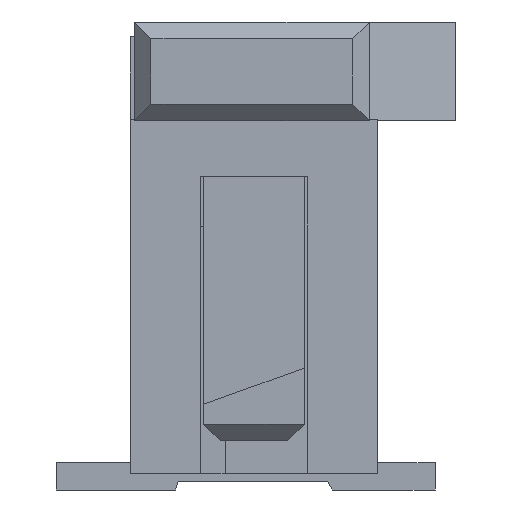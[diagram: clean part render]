
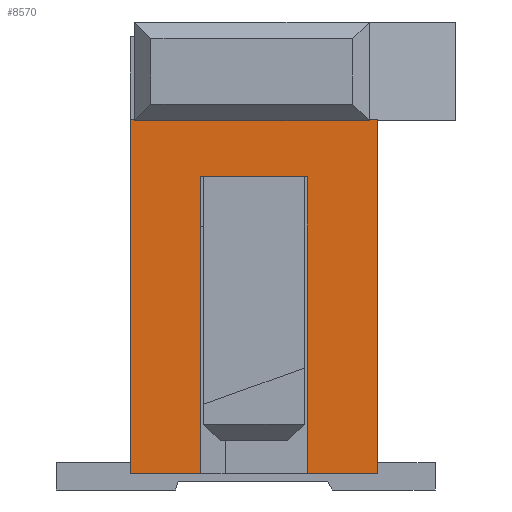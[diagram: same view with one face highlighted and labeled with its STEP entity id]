
A CAD part, left-side view. The second image highlights one B-rep face of the part: STEP entity #8570.
In plain terms, the highlighted planar face has unit normal (-1, 0, 0).
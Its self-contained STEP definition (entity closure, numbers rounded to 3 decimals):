
#146=DIRECTION('',(0.,1.,0.));
#147=VECTOR('',#146,0.1);
#148=CARTESIAN_POINT('',(-9.8,-1.5,0.));
#149=LINE('',#148,#147);
#218=DIRECTION('',(0.,1.,0.));
#219=VECTOR('',#218,0.05);
#220=CARTESIAN_POINT('',(-9.8,1.45,0.));
#221=LINE('',#220,#219);
#1074=DIRECTION('',(0.,0.,1.));
#1075=VECTOR('',#1074,4.3);
#1076=CARTESIAN_POINT('',(-9.8,-1.5,-4.3));
#1077=LINE('',#1076,#1075);
#1656=DIRECTION('',(0.,1.,0.));
#1657=VECTOR('',#1656,0.85);
#1658=CARTESIAN_POINT('',(-9.8,0.65,-4.3));
#1659=LINE('',#1658,#1657);
#1680=DIRECTION('',(0.,1.,0.));
#1681=VECTOR('',#1680,0.85);
#1682=CARTESIAN_POINT('',(-9.8,-1.5,-4.3));
#1683=LINE('',#1682,#1681);
#2056=DIRECTION('',(0.,-1.,0.));
#2057=VECTOR('',#2056,2.85);
#2058=CARTESIAN_POINT('',(-9.8,1.45,-0.02));
#2059=LINE('',#2058,#2057);
#2060=DIRECTION('',(0.,0.,1.));
#2061=VECTOR('',#2060,0.02);
#2062=CARTESIAN_POINT('',(-9.8,-1.4,-0.02));
#2063=LINE('',#2062,#2061);
#2064=DIRECTION('',(0.,0.,1.));
#2065=VECTOR('',#2064,3.6);
#2066=CARTESIAN_POINT('',(-9.8,-0.65,-4.3));
#2067=LINE('',#2066,#2065);
#2068=DIRECTION('',(0.,1.,0.));
#2069=VECTOR('',#2068,1.3);
#2070=CARTESIAN_POINT('',(-9.8,-0.65,-0.7));
#2071=LINE('',#2070,#2069);
#2072=DIRECTION('',(0.,0.,1.));
#2073=VECTOR('',#2072,3.6);
#2074=CARTESIAN_POINT('',(-9.8,0.65,-4.3));
#2075=LINE('',#2074,#2073);
#2076=DIRECTION('',(0.,0.,1.));
#2077=VECTOR('',#2076,4.3);
#2078=CARTESIAN_POINT('',(-9.8,1.5,-4.3));
#2079=LINE('',#2078,#2077);
#2080=DIRECTION('',(0.,0.,1.));
#2081=VECTOR('',#2080,0.02);
#2082=CARTESIAN_POINT('',(-9.8,1.45,-0.02));
#2083=LINE('',#2082,#2081);
#4894=CARTESIAN_POINT('',(-9.8,1.5,-4.3));
#4895=CARTESIAN_POINT('',(-9.8,1.5,0.));
#4896=VERTEX_POINT('',#4894);
#4897=VERTEX_POINT('',#4895);
#4898=CARTESIAN_POINT('',(-9.8,-1.5,-4.3));
#4899=CARTESIAN_POINT('',(-9.8,-1.5,0.));
#4900=VERTEX_POINT('',#4898);
#4901=VERTEX_POINT('',#4899);
#4959=CARTESIAN_POINT('',(-9.8,0.65,-4.3));
#4961=VERTEX_POINT('',#4959);
#4966=CARTESIAN_POINT('',(-9.8,-0.65,-4.3));
#4967=VERTEX_POINT('',#4966);
#4978=CARTESIAN_POINT('',(-9.8,0.65,-0.7));
#4979=VERTEX_POINT('',#4978);
#4980=CARTESIAN_POINT('',(-9.8,-0.65,-0.7));
#4981=VERTEX_POINT('',#4980);
#5106=CARTESIAN_POINT('',(-9.8,1.45,-0.02));
#5107=CARTESIAN_POINT('',(-9.8,-1.4,-0.02));
#5108=VERTEX_POINT('',#5106);
#5109=VERTEX_POINT('',#5107);
#5110=CARTESIAN_POINT('',(-9.8,-1.4,0.));
#5111=VERTEX_POINT('',#5110);
#5112=CARTESIAN_POINT('',(-9.8,1.45,0.));
#5113=VERTEX_POINT('',#5112);
#8547=CARTESIAN_POINT('',(-9.8,1.5,0.));
#8548=DIRECTION('',(-1.,0.,0.));
#8549=DIRECTION('',(0.,-1.,0.));
#8550=AXIS2_PLACEMENT_3D('',#8547,#8548,#8549);
#8551=PLANE('',#8550);
#8552=ORIENTED_EDGE('',*,*,#6802,.T.);
#8553=ORIENTED_EDGE('',*,*,#6625,.T.);
#8554=ORIENTED_EDGE('',*,*,#6477,.F.);
#8555=ORIENTED_EDGE('',*,*,#7576,.F.);
#8556=ORIENTED_EDGE('',*,*,#8176,.T.);
#8558=ORIENTED_EDGE('',*,*,#8557,.T.);
#8560=ORIENTED_EDGE('',*,*,#8559,.T.);
#8562=ORIENTED_EDGE('',*,*,#8561,.F.);
#8563=ORIENTED_EDGE('',*,*,#8164,.T.);
#8565=ORIENTED_EDGE('',*,*,#8564,.T.);
#8566=ORIENTED_EDGE('',*,*,#6553,.F.);
#8567=ORIENTED_EDGE('',*,*,#8508,.F.);
#8568=EDGE_LOOP('',(#8552,#8553,#8554,#8555,#8556,#8558,#8560,#8562,#8563,#8565,
#8566,#8567));
#8569=FACE_OUTER_BOUND('',#8568,.F.);
#6477=EDGE_CURVE('',#4901,#5111,#149,.T.);
#6553=EDGE_CURVE('',#5113,#4897,#221,.T.);
#6625=EDGE_CURVE('',#5109,#5111,#2063,.T.);
#6802=EDGE_CURVE('',#5108,#5109,#2059,.T.);
#7576=EDGE_CURVE('',#4900,#4901,#1077,.T.);
#8164=EDGE_CURVE('',#4961,#4896,#1659,.T.);
#8176=EDGE_CURVE('',#4900,#4967,#1683,.T.);
#8508=EDGE_CURVE('',#5108,#5113,#2083,.T.);
#8557=EDGE_CURVE('',#4967,#4981,#2067,.T.);
#8559=EDGE_CURVE('',#4981,#4979,#2071,.T.);
#8561=EDGE_CURVE('',#4961,#4979,#2075,.T.);
#8564=EDGE_CURVE('',#4896,#4897,#2079,.T.);
#8570=ADVANCED_FACE('',(#8569),#8551,.T.);
